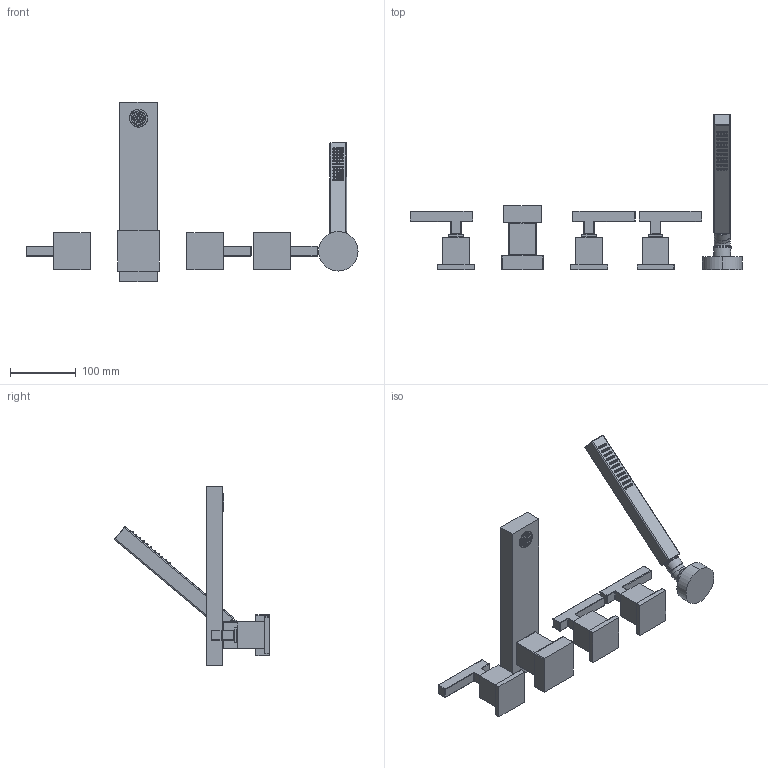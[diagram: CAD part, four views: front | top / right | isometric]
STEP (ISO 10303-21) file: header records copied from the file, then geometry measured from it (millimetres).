
FILE_DESCRIPTION((''),'2;1');
FILE_NAME('3-2027','2021-03-18T11:45:20',('jinson.thomas'),(''),'CREO PARAMETRIC BY PTC INC, 2018400','CREO PARAMETRIC BY PTC INC, 2018400','');
FILE_SCHEMA(('CONFIG_CONTROL_DESIGN'));
Products named in the file (1): 3-2027
Bounding box: 506.67 x 236.68 x 273.56 mm (x, y, z)
Volume: 1163711.4 mm3; surface area: 173651.3 mm2
Topology: 5 solids, 5 shells, 1161 faces, 2532 edges, 1512 vertices
Faces by surface type: cylinder 305, bspline 279, plane 217, cone 174, torus 126, sphere 60
Entity records: 54052 total; most frequent: CARTESIAN_POINT 30163, ORIENTED_EDGE 5064, DIRECTION 4618, EDGE_CURVE 2532, AXIS2_PLACEMENT_3D 1853, VERTEX_POINT 1512, EDGE_LOOP 1292, FACE_OUTER_BOUND 1161
